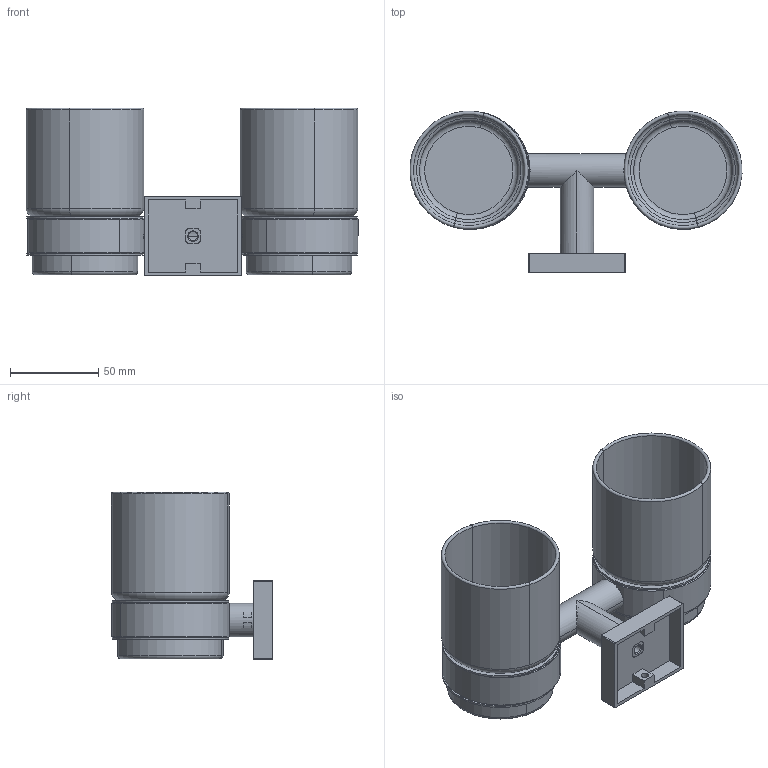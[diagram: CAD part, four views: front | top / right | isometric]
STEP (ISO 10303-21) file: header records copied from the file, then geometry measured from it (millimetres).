
FILE_DESCRIPTION (( 'STEP AP203' ), '1' );
FILE_NAME ('3184D.STEP', '2016-07-20T08:41:23', ( '迾輿躂瑞' ), ( 'WwW.YlmF.CoM' ), 'SwSTEP 2.0', 'SolidWorks 2012', '' );
FILE_SCHEMA (( 'CONFIG_CONTROL_DESIGN' ));
Length unit declared in the file: millimetre
Products named in the file (9): 產薛戚; 11单杯圈塑料; 31邧戚殤; 31爾え; 11单杯圈; 11邧戚殤筵奪; 11等裝褐; 31釱; 3184D
Assembly tree (11 placements, depth 3):
  3184D
    31釱
    31邧戚殤
      11等裝褐
      11邧戚殤筵奪
      11单杯圈  x2
      31爾え
    11单杯圈塑料  x2
    產薛戚  x2
Bounding box: 188.25 x 91.45 x 95 mm (x, y, z)
Volume: 144010.7 mm3; surface area: 142527.5 mm2
Topology: 10 solids, 10 shells, 177 faces, 395 edges, 244 vertices
Faces by surface type: cylinder 74, plane 51, torus 28, cone 24
Entity records: 5196 total; most frequent: CARTESIAN_POINT 1210, DIRECTION 669, ORIENTED_EDGE 582, EDGE_CURVE 291, AXIS2_PLACEMENT_3D 263, VERTEX_POINT 184, LINE 143, VECTOR 143
